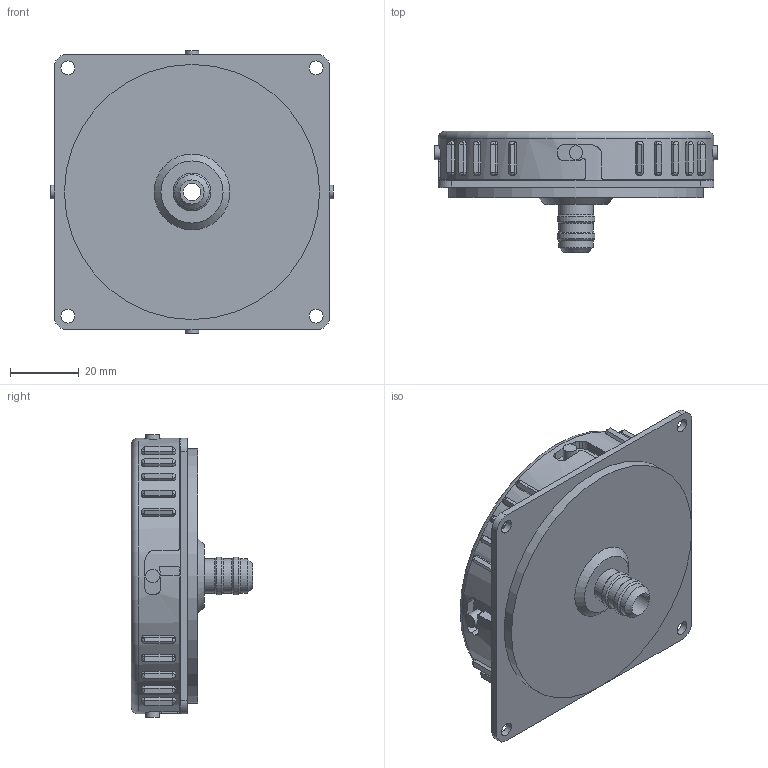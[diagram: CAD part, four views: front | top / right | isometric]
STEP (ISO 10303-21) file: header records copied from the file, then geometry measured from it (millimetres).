
FILE_DESCRIPTION(/* description */ (''),/* implementation_level */ '2;1');
FILE_NAME(/* name */ 'Machine Filter Box V1 (Outtake).step',/* time_stamp */ '2020-04-03T16:26:25+02:00',/* author */ (''),/* organization */ (''),/* preprocessor_version */ 'ST-DEVELOPER v18',/* originating_system */ 'Autodesk Translation Framework v8.12.0.6',/* authorisation */ '');
FILE_SCHEMA (('AUTOMOTIVE_DESIGN { 1 0 10303 214 3 1 1 }'));
Length unit declared in the file: millimetre
Products named in the file (4): Machine Filter Box V1 (Outtake); Basis; Joint; Seal
Assembly tree (3 placements, depth 2):
  Machine Filter Box V1 (Outtake)
    Basis
    Joint
    Seal
Bounding box: 82 x 35.2 x 82 mm (x, y, z)
Volume: 40968 mm3; surface area: 44985.9 mm2
Topology: 30 solids, 30 shells, 426 faces, 1038 edges, 636 vertices
Faces by surface type: cylinder 213, plane 160, cone 50, torus 3
Full cylindrical faces by diameter (mm): 3 x110, 4 x8, 5 x1, 7 x1, 10 x3, 11 x2, 61 x1, 64 x1, 64.2 x1, 67.8 x1, 68 x2, 74 x2, 74.6 x1, 80 x1
Entity records: 13221 total; most frequent: CARTESIAN_POINT 2596, DIRECTION 2225, ORIENTED_EDGE 1996, EDGE_CURVE 998, AXIS2_PLACEMENT_3D 857, EDGE_LOOP 670, VERTEX_POINT 636, LINE 511
